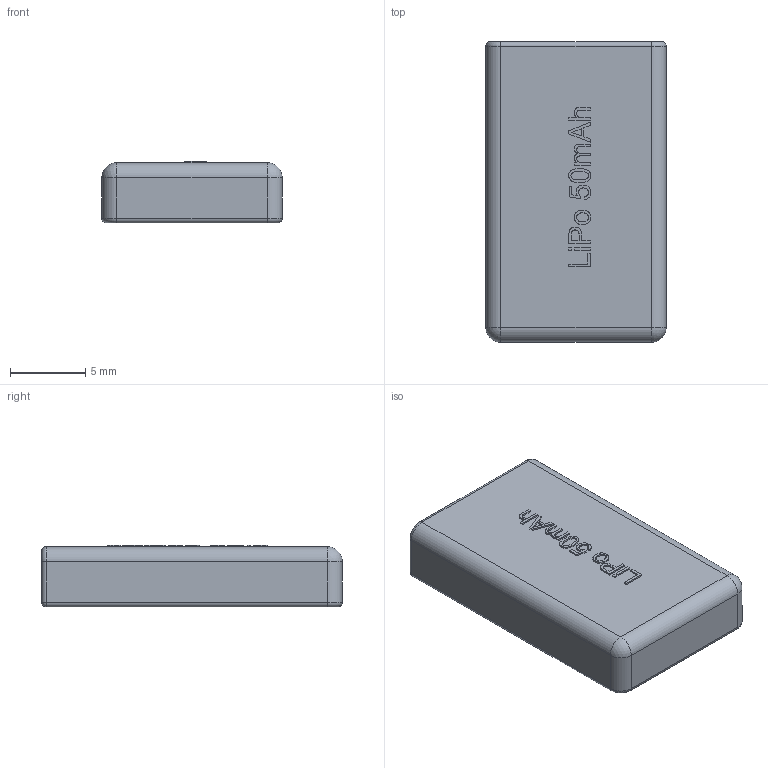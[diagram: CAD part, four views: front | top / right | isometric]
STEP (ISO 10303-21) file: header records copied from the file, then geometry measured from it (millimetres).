
FILE_DESCRIPTION(/* description */ (''),/* implementation_level */ '2;1');
FILE_NAME(/* name */ 'BAT.stp',/* time_stamp */ '2019-02-27T22:22:00+02:00',/* author */ (''),/* organization */ (''),/* preprocessor_version */ 'ST-DEVELOPER v15.2',/* originating_system */ 'Autodesk Translator Framework v2.0.0.5431',/* authorisation */ '');
FILE_SCHEMA (('AUTOMOTIVE_DESIGN { 1 0 10303 214 3 1 1 }'));
Length unit declared in the file: centimetre
Products named in the file (1): BAT
Bounding box: 12 x 20 x 4.1 mm (x, y, z)
Volume: 842 mm3; surface area: 768.4 mm2
Topology: 3 solids, 3 shells, 220 faces, 580 edges, 380 vertices
Faces by surface type: plane 99, bspline 91, cylinder 22, torus 4, sphere 4
Entity records: 7616 total; most frequent: CARTESIAN_POINT 2744, ORIENTED_EDGE 1160, DIRECTION 704, EDGE_CURVE 580, VERTEX_POINT 380, LINE 344, VECTOR 344, EDGE_LOOP 234
